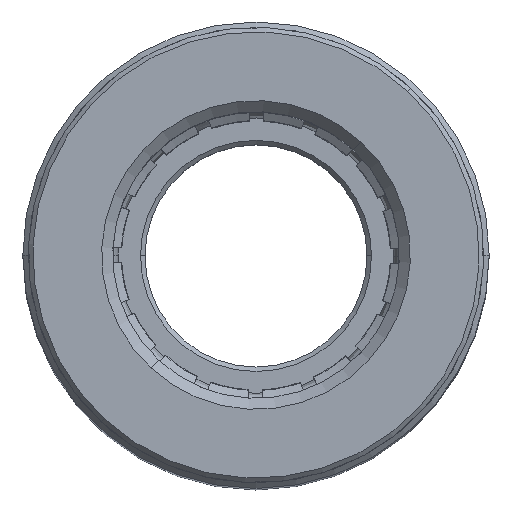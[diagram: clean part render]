
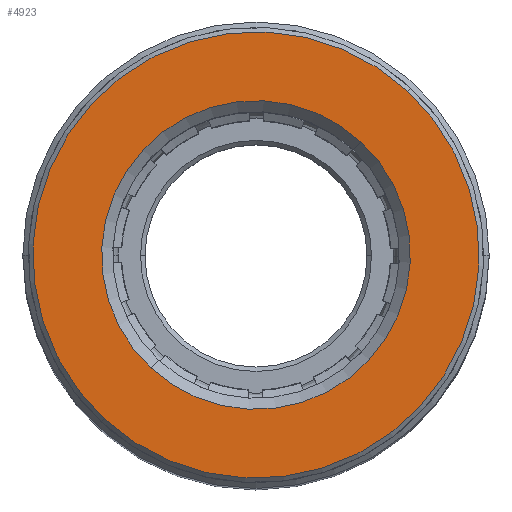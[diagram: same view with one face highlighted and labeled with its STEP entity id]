
A CAD part, top view. The second image highlights one B-rep face of the part: STEP entity #4923.
In plain terms, the highlighted planar face has unit normal (0, 0, 1).
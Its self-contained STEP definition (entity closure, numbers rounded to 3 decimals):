
#283 = CARTESIAN_POINT ( 'NONE',  ( 11.54, 14.921, 30.935 ) ) ;
#317 = EDGE_CURVE ( 'NONE', #13877, #36165, #15053, .T. ) ;
#2776 = ORIENTED_EDGE ( 'NONE', *, *, #11475, .T. ) ;
#3456 = DIRECTION ( 'NONE',  ( 0.68, 0.733, 0. ) ) ;
#3748 = CARTESIAN_POINT ( 'NONE',  ( 6.814, 9.825, 30.935 ) ) ;
#4329 = FACE_OUTER_BOUND ( 'NONE', #22300, .T. ) ;
#4696 = ORIENTED_EDGE ( 'NONE', *, *, #14593, .T. ) ;
#4923 = ADVANCED_FACE ( 'NONE', ( #36785, #4329 ), #40589, .T. ) ;
#6250 = EDGE_CURVE ( 'NONE', #24304, #16887, #23264, .T. ) ;
#6752 = EDGE_LOOP ( 'NONE', ( #4696, #35819 ) ) ;
#6809 = CARTESIAN_POINT ( 'NONE',  ( 11.54, 14.921, 30.935 ) ) ;
#8157 = CIRCLE ( 'NONE', #25362, 6.95 ) ;
#9987 = DIRECTION ( 'NONE',  ( -0.68, -0.733, 0. ) ) ;
#11475 = EDGE_CURVE ( 'NONE', #36165, #13877, #25352, .T. ) ;
#11922 = CARTESIAN_POINT ( 'NONE',  ( 11.54, 14.921, 30.935 ) ) ;
#12788 = AXIS2_PLACEMENT_3D ( 'NONE', #17336, #39262, #20470 ) ;
#13151 = AXIS2_PLACEMENT_3D ( 'NONE', #6809, #28856, #9987 ) ;
#13877 = VERTEX_POINT ( 'NONE', #14590 ) ;
#14590 = CARTESIAN_POINT ( 'NONE',  ( 18.373, 22.291, 30.935 ) ) ;
#14593 = EDGE_CURVE ( 'NONE', #16887, #24304, #8157, .T. ) ;
#15053 = CIRCLE ( 'NONE', #26308, 10.05 ) ;
#15628 = CARTESIAN_POINT ( 'NONE',  ( 11.54, 14.921, 30.935 ) ) ;
#16887 = VERTEX_POINT ( 'NONE', #28600 ) ;
#17336 = CARTESIAN_POINT ( 'NONE',  ( 11.54, 14.921, 30.935 ) ) ;
#18771 = DIRECTION ( 'NONE',  ( 0.68, 0.733, 0. ) ) ;
#19781 = AXIS2_PLACEMENT_3D ( 'NONE', #15628, #37553, #18771 ) ;
#20470 = DIRECTION ( 'NONE',  ( 0.68, 0.733, 0. ) ) ;
#21393 = DIRECTION ( 'NONE',  ( 0., 0., 1. ) ) ;
#22300 = EDGE_LOOP ( 'NONE', ( #2776, #22623 ) ) ;
#22344 = DIRECTION ( 'NONE',  ( 0., 0., -1. ) ) ;
#22623 = ORIENTED_EDGE ( 'NONE', *, *, #317, .T. ) ;
#23264 = CIRCLE ( 'NONE', #12788, 6.95 ) ;
#24304 = VERTEX_POINT ( 'NONE', #3748 ) ;
#25352 = CIRCLE ( 'NONE', #13151, 10.05 ) ;
#25362 = AXIS2_PLACEMENT_3D ( 'NONE', #283, #22344, #3456 ) ;
#26308 = AXIS2_PLACEMENT_3D ( 'NONE', #11922, #21393, #26504 ) ;
#26504 = DIRECTION ( 'NONE',  ( -0.68, -0.733, 0. ) ) ;
#28600 = CARTESIAN_POINT ( 'NONE',  ( 16.265, 20.017, 30.935 ) ) ;
#28856 = DIRECTION ( 'NONE',  ( 0., 0., 1. ) ) ;
#31245 = CARTESIAN_POINT ( 'NONE',  ( 4.707, 7.551, 30.935 ) ) ;
#35819 = ORIENTED_EDGE ( 'NONE', *, *, #6250, .T. ) ;
#36165 = VERTEX_POINT ( 'NONE', #31245 ) ;
#36785 = FACE_BOUND ( 'NONE', #6752, .T. ) ;
#37553 = DIRECTION ( 'NONE',  ( 0., 0., 1. ) ) ;
#39262 = DIRECTION ( 'NONE',  ( 0., 0., -1. ) ) ;
#40589 = PLANE ( 'NONE',  #19781 ) ;
